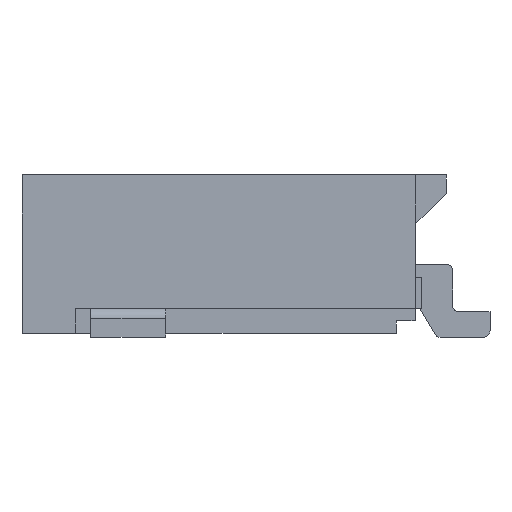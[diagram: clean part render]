
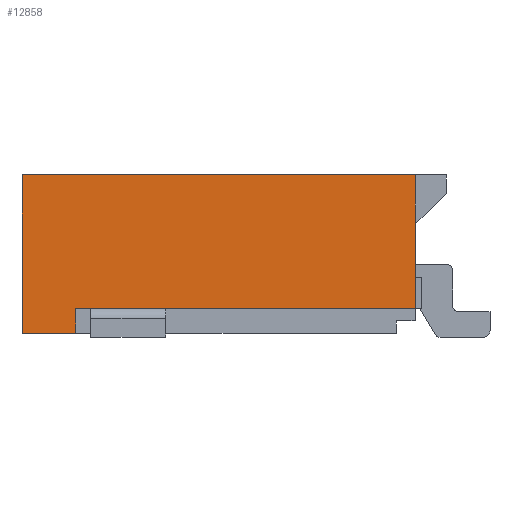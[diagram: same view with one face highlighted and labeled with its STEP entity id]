
A CAD part, front view. The second image highlights one B-rep face of the part: STEP entity #12858.
In plain terms, the highlighted planar face has unit normal (0, -1, 0).
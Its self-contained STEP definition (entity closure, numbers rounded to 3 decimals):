
#562=FACE_OUTER_BOUND('',#1210,.T.);
#1210=EDGE_LOOP('',(#8750,#8751,#8752,#8753,#8754,#8755));
#2027=LINE('',#18361,#3692);
#2028=LINE('',#18363,#3693);
#2029=LINE('',#18365,#3694);
#2030=LINE('',#18367,#3695);
#2031=LINE('',#18369,#3696);
#2032=LINE('',#18370,#3697);
#3692=VECTOR('',#14784,2.72);
#3693=VECTOR('',#14785,1.07);
#3694=VECTOR('',#14786,3.15);
#3695=VECTOR('',#14787,1.27);
#3696=VECTOR('',#14788,0.43);
#3697=VECTOR('',#14789,0.2);
#5321=VERTEX_POINT('',#18359);
#5322=VERTEX_POINT('',#18360);
#5323=VERTEX_POINT('',#18362);
#5324=VERTEX_POINT('',#18364);
#5325=VERTEX_POINT('',#18366);
#5326=VERTEX_POINT('',#18368);
#6659=EDGE_CURVE('',#5321,#5322,#2027,.T.);
#6660=EDGE_CURVE('',#5323,#5321,#2028,.T.);
#6661=EDGE_CURVE('',#5323,#5324,#2029,.T.);
#6662=EDGE_CURVE('',#5324,#5325,#2030,.T.);
#6663=EDGE_CURVE('',#5325,#5326,#2031,.T.);
#6664=EDGE_CURVE('',#5322,#5326,#2032,.T.);
#8750=ORIENTED_EDGE('',*,*,#6659,.F.);
#8751=ORIENTED_EDGE('',*,*,#6660,.F.);
#8752=ORIENTED_EDGE('',*,*,#6661,.T.);
#8753=ORIENTED_EDGE('',*,*,#6662,.T.);
#8754=ORIENTED_EDGE('',*,*,#6663,.T.);
#8755=ORIENTED_EDGE('',*,*,#6664,.F.);
#12334=PLANE('',#13552);
#12858=ADVANCED_FACE('',(#562),#12334,.T.);
#13552=AXIS2_PLACEMENT_3D('',#18358,#14782,#14783);
#14782=DIRECTION('center_axis',(0.,-1.,0.));
#14783=DIRECTION('ref_axis',(1.,0.,0.));
#14784=DIRECTION('',(-1.,0.,0.));
#14785=DIRECTION('',(0.,0.,-1.));
#14786=DIRECTION('',(-1.,0.,0.));
#14787=DIRECTION('',(0.,0.,-1.));
#14788=DIRECTION('',(1.,0.,0.));
#14789=DIRECTION('',(0.,0.,-1.));
#18358=CARTESIAN_POINT('Origin',(-0.107,-5.259,0.666));
#18359=CARTESIAN_POINT('',(1.468,-5.259,0.231));
#18360=CARTESIAN_POINT('',(-1.252,-5.259,0.231));
#18361=CARTESIAN_POINT('',(1.468,-5.259,0.231));
#18362=CARTESIAN_POINT('',(1.468,-5.259,1.301));
#18363=CARTESIAN_POINT('',(1.468,-5.259,1.301));
#18364=CARTESIAN_POINT('',(-1.682,-5.259,1.301));
#18365=CARTESIAN_POINT('',(1.468,-5.259,1.301));
#18366=CARTESIAN_POINT('',(-1.682,-5.259,0.031));
#18367=CARTESIAN_POINT('',(-1.682,-5.259,1.301));
#18368=CARTESIAN_POINT('',(-1.252,-5.259,0.031));
#18369=CARTESIAN_POINT('',(-1.682,-5.259,0.031));
#18370=CARTESIAN_POINT('',(-1.252,-5.259,0.231));
